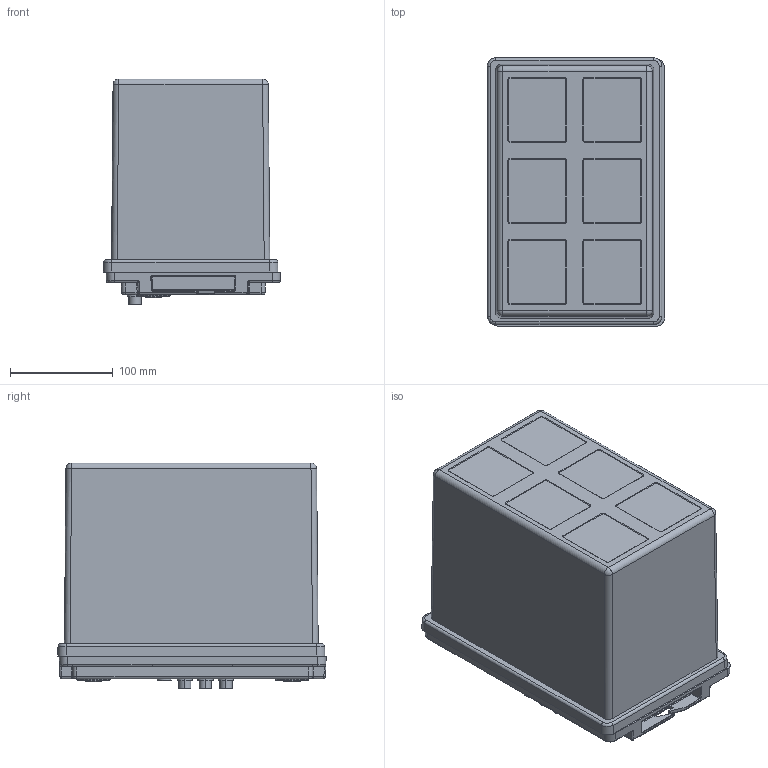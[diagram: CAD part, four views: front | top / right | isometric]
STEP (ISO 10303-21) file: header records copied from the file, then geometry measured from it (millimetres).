
FILE_DESCRIPTION((''),'2;1');
FILE_NAME('ASM0015_ASM','2024-11-04T17:58:28',('Dell'),(''),'CREO PARAMETRIC BY PTC INC, 2021063','CREO PARAMETRIC BY PTC INC, 2021063','');
FILE_SCHEMA(('CONFIG_CONTROL_DESIGN','GEOMETRIC_VALIDATION_PROPERTIES_MIM'));
Products named in the file (22): 12V70LSK-SG_1_1_1_1_1_1; 12V7000_1_1_1_1_1_1; 12V70LSK-CAO_1_1_1_1_1_1; 12V70LSK_1_ASM_1_ASM_1_ASM_1_1__ASM; 12V70_1_000_ASM_1_ASM_1_ASM_1_1_ASM; ASM0018_ASM_1_ASM_1_ASM_1_1_ASM_ASM; A0041-YW105-----0706_ASM_1_AS_1_ASM; PRT0004_1_1_1_1; 80_1_1_1_1; K12_1_1_1_1_2_1_1_1_2_1_1_1_1_2; K12_1_2_1_1_2_1_1_1_2_1_1_1_1_2; K12_1_ASM_1_1_ASM_1_ASM_1_1_2_1_ASM; K12_ASM_1_1_ASM_1_ASM_1_1_2_A_1_ASM; 12MM_ASM_1_ASM_1_1_ASM_1_ASM; ASM0001_ASM_1_ASM_1_1_2_3_4_ASM_ASM; A0041-YW105--------------0806_1_ASM; ASM0015_ASM_1_ASM; ASM0014_ASM_1_ASM; A0184------0913_ASM; PRT0003; PRT0004; ASM0015_ASM
Assembly tree (24 placements, depth 11):
  ASM0015_ASM
    A0184------0913_ASM
      ASM0014_ASM_1_ASM
        ASM0015_ASM_1_ASM
          A0041-YW105--------------0806_1_ASM
            ASM0001_ASM_1_ASM_1_1_2_3_4_ASM_ASM
              A0041-YW105-----0706_ASM_1_AS_1_ASM
                ASM0018_ASM_1_ASM_1_ASM_1_1_ASM_ASM
                  12V70_1_000_ASM_1_ASM_1_ASM_1_1_ASM
              PRT0004_1_1_1_1
              80_1_1_1_1  x3
              12MM_ASM_1_ASM_1_1_ASM_1_ASM
                K12_ASM_1_1_ASM_1_ASM_1_1_2_A_1_ASM
                  K12_1_ASM_1_1_ASM_1_ASM_1_1_2_1_ASM
    PRT0003
    PRT0004
Bounding box: 172.6 x 261.39 x 220 mm (x, y, z)
Volume: 990893.9 mm3; surface area: 553048.8 mm2
Topology: 11 solids, 11 shells, 1496 faces, 3957 edges, 2539 vertices
Faces by surface type: plane 570, cylinder 518, cone 148, bspline 116, torus 108, sphere 36
Entity records: 69165 total; most frequent: CARTESIAN_POINT 16606, ORIENTED_EDGE 6854, DIRECTION 6171, PRESENTATION_STYLE_ASSIGNMENT 4327, EDGE_CURVE 3427, STYLED_ITEM 3409, CURVE_STYLE 3403, AXIS2_PLACEMENT_3D 2264
